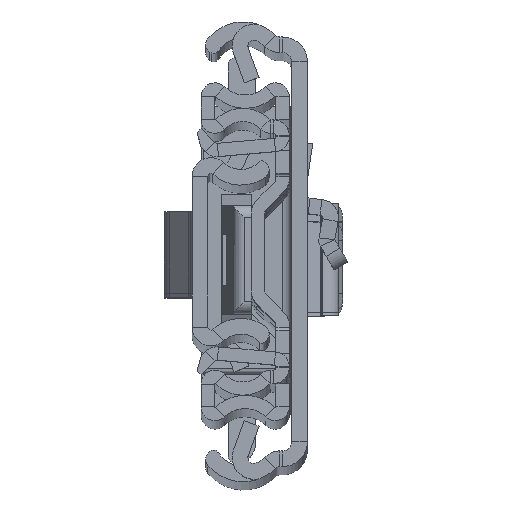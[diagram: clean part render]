
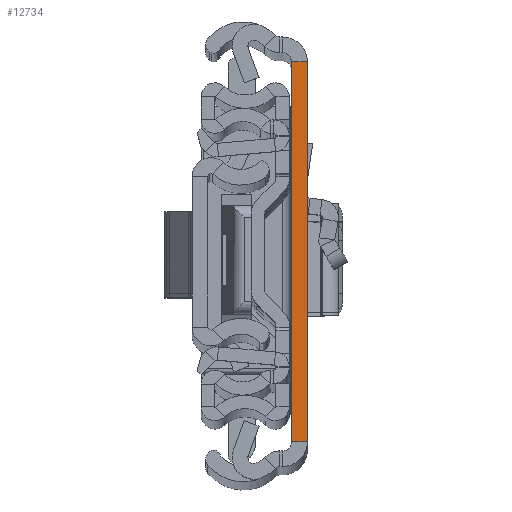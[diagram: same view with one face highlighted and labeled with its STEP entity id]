
A CAD part, top view. The second image highlights one B-rep face of the part: STEP entity #12734.
In plain terms, the highlighted planar face has unit normal (0, 0, 1).
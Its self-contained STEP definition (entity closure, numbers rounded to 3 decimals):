
#302 = ORIENTED_EDGE ( 'NONE', *, *, #1365, .T. ) ;
#783 = LINE ( 'NONE', #3871, #2159 ) ;
#897 = VERTEX_POINT ( 'NONE', #4214 ) ;
#1365 = EDGE_CURVE ( 'NONE', #17523, #8624, #3094, .T. ) ;
#1588 = DIRECTION ( 'NONE',  ( 1., 0., 0. ) ) ;
#2159 = VECTOR ( 'NONE', #14545, 1000. ) ;
#3094 = LINE ( 'NONE', #19118, #3421 ) ;
#3206 = DIRECTION ( 'NONE',  ( 1., 0., 0. ) ) ;
#3325 = CARTESIAN_POINT ( 'NONE',  ( 0., -31.5, 0. ) ) ;
#3421 = VECTOR ( 'NONE', #1588, 1000. ) ;
#3871 = CARTESIAN_POINT ( 'NONE',  ( 0., -31.5, 0. ) ) ;
#4214 = CARTESIAN_POINT ( 'NONE',  ( 0., 31.5, 0. ) ) ;
#4302 = ORIENTED_EDGE ( 'NONE', *, *, #16467, .T. ) ;
#4462 = LINE ( 'NONE', #16738, #18490 ) ;
#5028 = AXIS2_PLACEMENT_3D ( 'NONE', #10583, #13559, #15239 ) ;
#5522 = CARTESIAN_POINT ( 'NONE',  ( 2.6, -31.5, 0. ) ) ;
#6723 = VERTEX_POINT ( 'NONE', #17476 ) ;
#7206 = EDGE_LOOP ( 'NONE', ( #16242, #13719, #302, #4302 ) ) ;
#7478 = CARTESIAN_POINT ( 'NONE',  ( 2.6, -31.5, 0. ) ) ;
#7637 = FACE_OUTER_BOUND ( 'NONE', #7206, .T. ) ;
#8624 = VERTEX_POINT ( 'NONE', #5522 ) ;
#10202 = EDGE_CURVE ( 'NONE', #897, #6723, #4462, .T. ) ;
#10583 = CARTESIAN_POINT ( 'NONE',  ( 2.6, -31.5, 0. ) ) ;
#12734 = ADVANCED_FACE ( 'NONE', ( #7637 ), #13662, .F. ) ;
#12854 = VECTOR ( 'NONE', #13508, 1000. ) ;
#13508 = DIRECTION ( 'NONE',  ( 0., 1., 0. ) ) ;
#13559 = DIRECTION ( 'NONE',  ( 0., 0., -1. ) ) ;
#13662 = PLANE ( 'NONE',  #5028 ) ;
#13719 = ORIENTED_EDGE ( 'NONE', *, *, #15197, .F. ) ;
#14545 = DIRECTION ( 'NONE',  ( 0., 1., 0. ) ) ;
#15197 = EDGE_CURVE ( 'NONE', #17523, #897, #783, .T. ) ;
#15239 = DIRECTION ( 'NONE',  ( 0., 1., 0. ) ) ;
#16242 = ORIENTED_EDGE ( 'NONE', *, *, #10202, .F. ) ;
#16467 = EDGE_CURVE ( 'NONE', #8624, #6723, #18354, .T. ) ;
#16738 = CARTESIAN_POINT ( 'NONE',  ( 2.6, 31.5, 0. ) ) ;
#17476 = CARTESIAN_POINT ( 'NONE',  ( 2.6, 31.5, 0. ) ) ;
#17523 = VERTEX_POINT ( 'NONE', #3325 ) ;
#18354 = LINE ( 'NONE', #7478, #12854 ) ;
#18490 = VECTOR ( 'NONE', #3206, 1000. ) ;
#19118 = CARTESIAN_POINT ( 'NONE',  ( 2.6, -31.5, 0. ) ) ;
